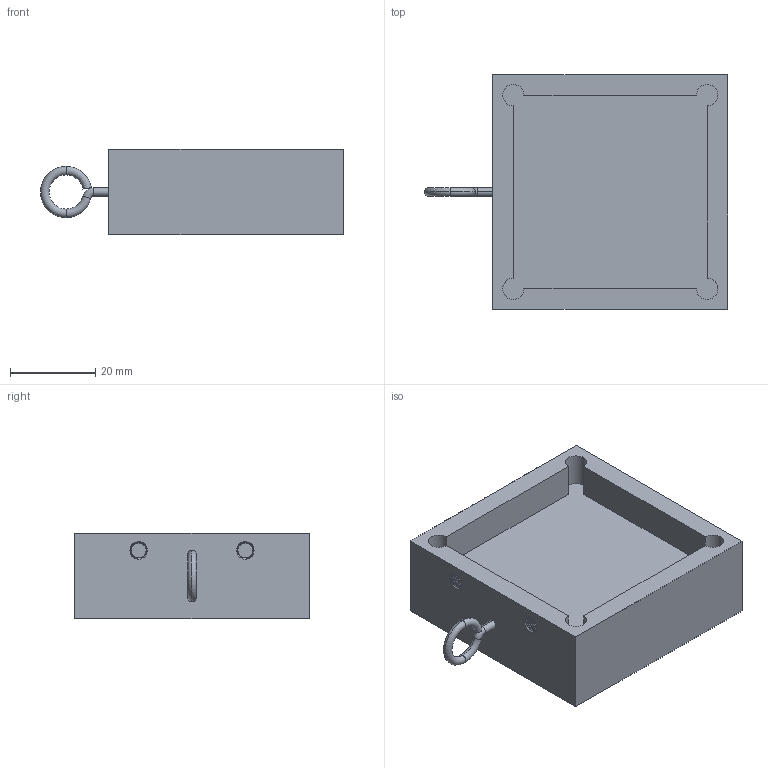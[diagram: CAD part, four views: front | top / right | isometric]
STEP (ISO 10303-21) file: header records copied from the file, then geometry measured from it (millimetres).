
FILE_DESCRIPTION (( 'STEP AP214' ), '1' );
FILE_NAME ('Large-cuvette-mount-40mm_102351(Standard)_A.step', '2024-08-20T14:19:07', ( '' ), ( '' ), 'SwSTEP 2.0', 'SolidWorks 2023', '' );
FILE_SCHEMA (( 'AUTOMOTIVE_DESIGN' ));
Length unit declared in the file: millimetre
Products named in the file (1): Large-cuvette-mount-40mm_102351(Standard)_A
Bounding box: 71 x 55 x 20 mm (x, y, z)
Volume: 25879.8 mm3; surface area: 16507.1 mm2
Topology: 1 solids, 1 shells, 111 faces, 298 edges, 193 vertices
Faces by surface type: cylinder 58, plane 27, cone 12, torus 8, bspline 6
Entity records: 7195 total; most frequent: CARTESIAN_POINT 4611, ORIENTED_EDGE 592, DIRECTION 488, EDGE_CURVE 296, VERTEX_POINT 193, AXIS2_PLACEMENT_3D 180, VECTOR 128, LINE 128
